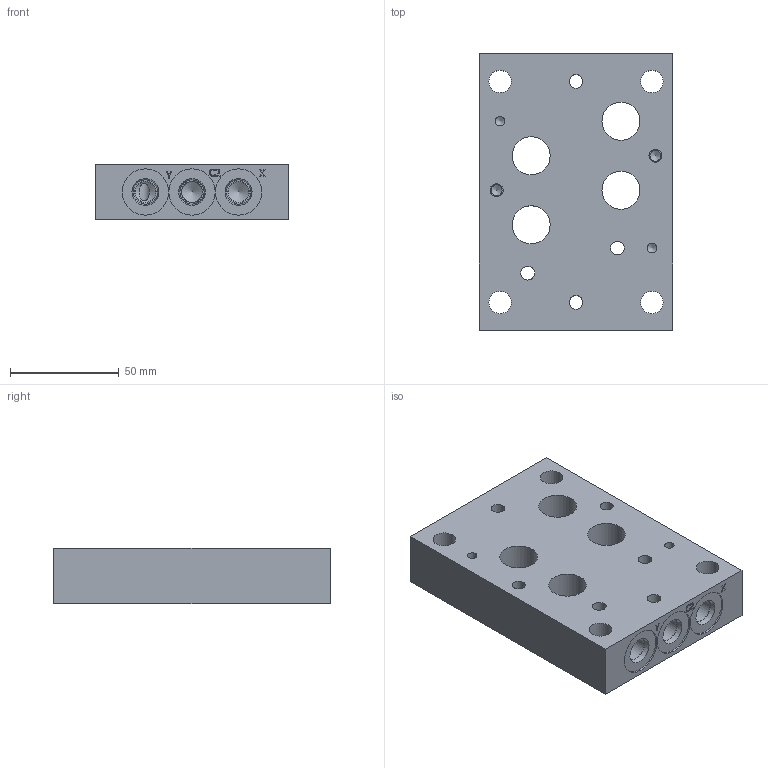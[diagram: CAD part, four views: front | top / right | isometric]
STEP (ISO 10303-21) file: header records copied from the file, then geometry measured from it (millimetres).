
FILE_DESCRIPTION(/* description */ (''),/* implementation_level */ '2;1');
FILE_NAME(/* name */ '_D07TPXY4S.stp',/* time_stamp */ '2021-06-14T12:18:57-04:00',/* author */ ('anthonyv'),/* organization */ (''),/* preprocessor_version */ 'ST-DEVELOPER v18.1',/* originating_system */ 'Autodesk Inventor 2021',/* authorisation */ '');
FILE_SCHEMA (('AUTOMOTIVE_DESIGN { 1 0 10303 214 3 1 1 }'));
Length unit declared in the file: millimetre
Products named in the file (1): Part_AD07TPXY4S_3D
Bounding box: 88.9 x 127 x 25.4 mm (x, y, z)
Volume: 237415.2 mm3; surface area: 45627 mm2
Topology: 1 solids, 1 shells, 478 faces, 1347 edges, 914 vertices
Faces by surface type: plane 310, bspline 96, cylinder 48, cone 24
Full cylindrical faces by diameter (mm): 3.175 x2, 4.369 x2, 5.004 x2, 5.994 x2, 6.35 x6, 9.525 x4, 9.881 x2, 10.312 x4, 11.125 x8, 17.475 x4, 21.285 x4, 25.4 x4
Entity records: 16554 total; most frequent: CARTESIAN_POINT 4242, ORIENTED_EDGE 2676, DIRECTION 2053, EDGE_CURVE 1338, LINE 939, VECTOR 939, VERTEX_POINT 914, EDGE_LOOP 560
